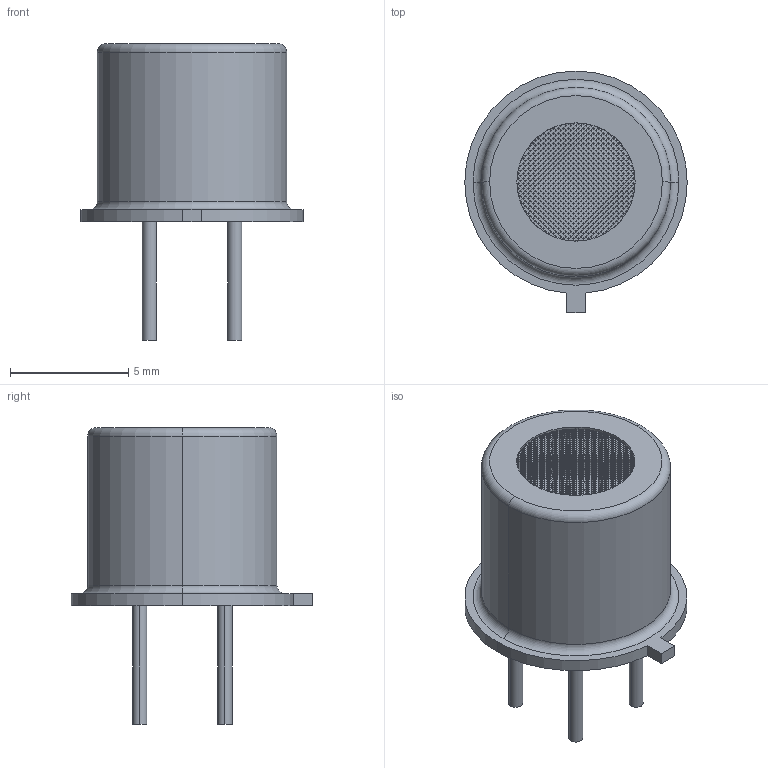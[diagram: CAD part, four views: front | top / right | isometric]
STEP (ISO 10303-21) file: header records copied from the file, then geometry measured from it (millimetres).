
FILE_DESCRIPTION (( 'STEP AP214' ), '1' );
FILE_NAME ('SENSOR-TH_BD9.4-P3.60.STEP', '2025-08-22T10:09:53', ( '' ), ( '' ), 'SwSTEP 2.0', 'SolidWorks 2021', '' );
FILE_SCHEMA (( 'AUTOMOTIVE_DESIGN' ));
Length unit declared in the file: millimetre
Products named in the file (1): SENSOR-TH_BD9.4-P3.60
Bounding box: 9.4 x 10.22 x 12.52 mm (x, y, z)
Volume: 273 mm3; surface area: 503.2 mm2
Topology: 1 solids, 1 shells, 3653 faces, 10956 edges, 5567 vertices
Faces by surface type: cylinder 3637, plane 12, torus 4
Entity records: 163734 total; most frequent: CARTESIAN_POINT 48058, ORIENTED_EDGE 21916, DIRECTION 10986, EDGE_CURVE 10958, VERTEX_POINT 5569, EDGE_LOOP 3753, AXIS2_PLACEMENT_3D 3696, UNCERTAINTY_MEASURE_WITH_UNIT 3656
